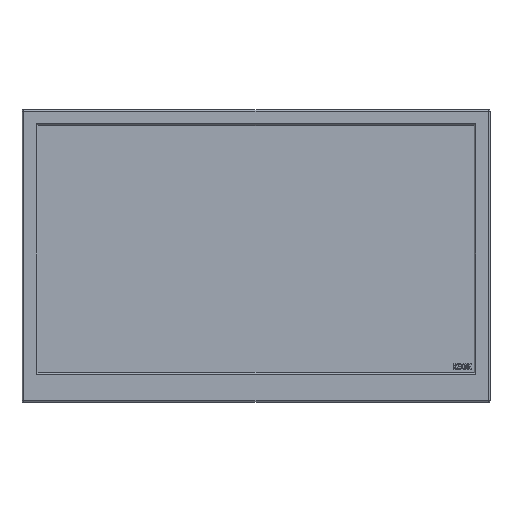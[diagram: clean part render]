
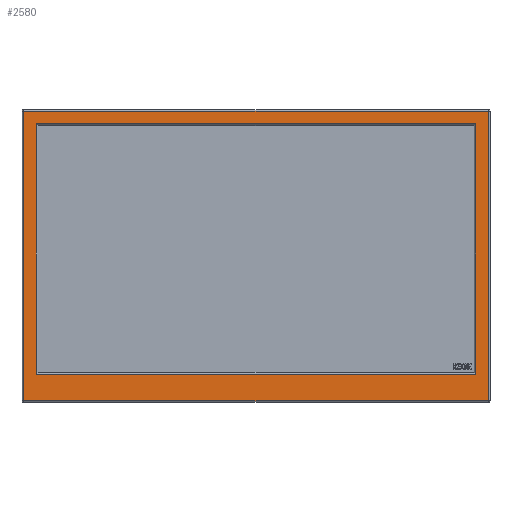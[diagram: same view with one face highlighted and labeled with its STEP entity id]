
A CAD part, top view. The second image highlights one B-rep face of the part: STEP entity #2580.
In plain terms, the highlighted planar face has unit normal (0, 0, 1).
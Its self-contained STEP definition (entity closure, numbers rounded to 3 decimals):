
#159=LINE('',#3658,#257);
#160=LINE('',#3661,#258);
#161=LINE('',#3663,#259);
#162=LINE('',#3665,#260);
#163=LINE('',#3666,#261);
#164=LINE('',#3669,#262);
#165=LINE('',#3671,#263);
#166=LINE('',#3673,#264);
#257=VECTOR('',#2959,1000.);
#258=VECTOR('',#2960,1000.);
#259=VECTOR('',#2961,1000.);
#260=VECTOR('',#2962,1000.);
#261=VECTOR('',#2963,1000.);
#262=VECTOR('',#2964,1000.);
#263=VECTOR('',#2965,1000.);
#264=VECTOR('',#2966,1000.);
#427=ORIENTED_EDGE('',*,*,#923,.T.);
#428=ORIENTED_EDGE('',*,*,#924,.T.);
#429=ORIENTED_EDGE('',*,*,#925,.T.);
#430=ORIENTED_EDGE('',*,*,#926,.T.);
#431=ORIENTED_EDGE('',*,*,#927,.T.);
#432=ORIENTED_EDGE('',*,*,#928,.T.);
#433=ORIENTED_EDGE('',*,*,#929,.T.);
#434=ORIENTED_EDGE('',*,*,#930,.T.);
#923=EDGE_CURVE('',#1169,#1170,#159,.T.);
#924=EDGE_CURVE('',#1170,#1171,#160,.T.);
#925=EDGE_CURVE('',#1171,#1172,#161,.T.);
#926=EDGE_CURVE('',#1172,#1169,#162,.T.);
#927=EDGE_CURVE('',#1173,#1174,#163,.T.);
#928=EDGE_CURVE('',#1174,#1175,#164,.T.);
#929=EDGE_CURVE('',#1175,#1176,#165,.T.);
#930=EDGE_CURVE('',#1176,#1173,#166,.T.);
#1169=VERTEX_POINT('',#3659);
#1170=VERTEX_POINT('',#3660);
#1171=VERTEX_POINT('',#3662);
#1172=VERTEX_POINT('',#3664);
#1173=VERTEX_POINT('',#3667);
#1174=VERTEX_POINT('',#3668);
#1175=VERTEX_POINT('',#3670);
#1176=VERTEX_POINT('',#3672);
#1374=EDGE_LOOP('',(#427,#428,#429,#430));
#1375=EDGE_LOOP('',(#431,#432,#433,#434));
#1530=FACE_BOUND('',#1374,.T.);
#1531=FACE_BOUND('',#1375,.T.);
#1663=PLANE('',#2731);
#2580=ADVANCED_FACE('',(#1530,#1531),#1663,.T.);
#2731=AXIS2_PLACEMENT_3D('',#3657,#2957,#2958);
#2957=DIRECTION('',(0.,0.,1.));
#2958=DIRECTION('',(1.,0.,0.));
#2959=DIRECTION('',(1.,0.,0.));
#2960=DIRECTION('',(0.,1.,0.));
#2961=DIRECTION('',(-1.,0.,0.));
#2962=DIRECTION('',(0.,-1.,0.));
#2963=DIRECTION('',(1.,0.,0.));
#2964=DIRECTION('',(0.,-1.,0.));
#2965=DIRECTION('',(-1.,0.,0.));
#2966=DIRECTION('',(0.,1.,0.));
#3657=CARTESIAN_POINT('',(0.,0.,0.));
#3658=CARTESIAN_POINT('',(0.,-178.,0.));
#3659=CARTESIAN_POINT('',(-272.9,-178.,0.));
#3660=CARTESIAN_POINT('',(272.9,-178.,0.));
#3661=CARTESIAN_POINT('',(272.9,0.,0.));
#3662=CARTESIAN_POINT('',(272.9,161.6,0.));
#3663=CARTESIAN_POINT('',(0.,161.6,0.));
#3664=CARTESIAN_POINT('',(-272.9,161.6,0.));
#3665=CARTESIAN_POINT('',(-272.9,0.,0.));
#3666=CARTESIAN_POINT('',(256.4,147.,0.));
#3667=CARTESIAN_POINT('',(-258.4,147.,0.));
#3668=CARTESIAN_POINT('',(258.4,147.,0.));
#3669=CARTESIAN_POINT('',(258.4,-145.,0.));
#3670=CARTESIAN_POINT('',(258.4,-147.,0.));
#3671=CARTESIAN_POINT('',(-256.4,-147.,0.));
#3672=CARTESIAN_POINT('',(-258.4,-147.,0.));
#3673=CARTESIAN_POINT('',(-258.4,145.,0.));
